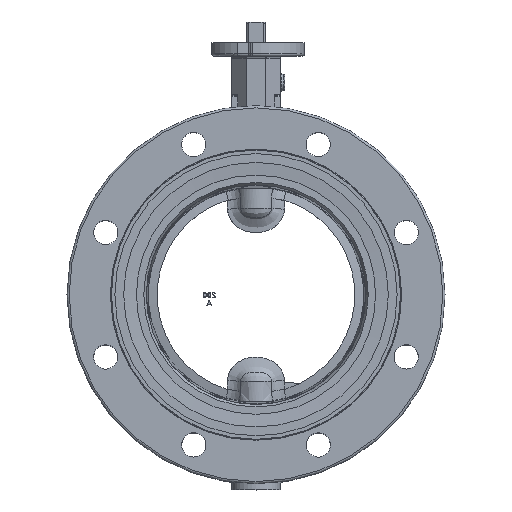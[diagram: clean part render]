
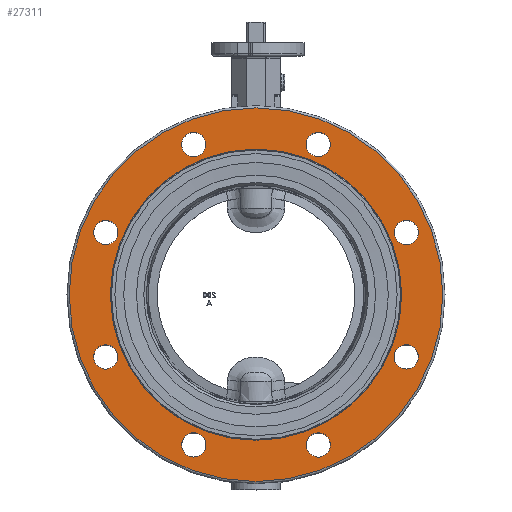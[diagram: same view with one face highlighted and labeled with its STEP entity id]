
A CAD part, top view. The second image highlights one B-rep face of the part: STEP entity #27311.
In plain terms, the highlighted face is planar.
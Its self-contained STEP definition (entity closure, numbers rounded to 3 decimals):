
#17975=CARTESIAN_POINT('',(169.5,0.,73.0));
#17976=VERTEX_POINT('',#17975);
#17977=CARTESIAN_POINT('',(0.0,0.0,73.0));
#17978=DIRECTION('',(0.0,0.0,-1.0));
#17979=DIRECTION('',(-1.0,0.0,0.0));
#17980=AXIS2_PLACEMENT_3D('',#17977,#17978,#17979);
#17981=CIRCLE('',#17980,169.5);
#17982=EDGE_CURVE('',#17976,#17976,#17981,.T.);
#27204=CARTESIAN_POINT('',(0.0,0.0,73.0));
#27205=DIRECTION('',(0.0,0.0,1.0));
#27206=DIRECTION('',(1.0,0.0,0.0));
#27207=AXIS2_PLACEMENT_3D('',#27204,#27205,#27206);
#27208=PLANE('',#27207);
#27209=ORIENTED_EDGE('',*,*,#17982,.F.);
#27210=EDGE_LOOP('',(#27209));
#27211=FACE_OUTER_BOUND('',#27210,.T.);
#27212=CARTESIAN_POINT('',(-48.668,144.05,73.0));
#27213=VERTEX_POINT('',#27212);
#27214=CARTESIAN_POINT('',(-56.446,136.272,73.0));
#27215=DIRECTION('',(0.0,0.0,-1.0));
#27216=DIRECTION('',(-0.707,-0.707,0.0));
#27217=AXIS2_PLACEMENT_3D('',#27214,#27215,#27216);
#27218=CIRCLE('',#27217,11.);
#27219=EDGE_CURVE('',#27213,#27213,#27218,.T.);
#27220=ORIENTED_EDGE('',*,*,#27219,.T.);
#27221=EDGE_LOOP('',(#27220));
#27222=FACE_BOUND('',#27221,.T.);
#27223=CARTESIAN_POINT('',(-136.272,67.446,73.0));
#27224=VERTEX_POINT('',#27223);
#27225=CARTESIAN_POINT('',(-136.272,56.446,73.0));
#27226=DIRECTION('',(0.0,0.0,-1.0));
#27227=DIRECTION('',(0.0,-1.0,0.0));
#27228=AXIS2_PLACEMENT_3D('',#27225,#27226,#27227);
#27229=CIRCLE('',#27228,11.0);
#27230=EDGE_CURVE('',#27224,#27224,#27229,.T.);
#27231=ORIENTED_EDGE('',*,*,#27230,.T.);
#27232=EDGE_LOOP('',(#27231));
#27233=FACE_BOUND('',#27232,.T.);
#27234=CARTESIAN_POINT('',(-144.05,-48.668,73.));
#27235=VERTEX_POINT('',#27234);
#27236=CARTESIAN_POINT('',(-136.272,-56.446,73.0));
#27237=DIRECTION('',(0.0,0.0,-1.));
#27238=DIRECTION('',(0.707,-0.707,0.0));
#27239=AXIS2_PLACEMENT_3D('',#27236,#27237,#27238);
#27240=CIRCLE('',#27239,11.);
#27241=EDGE_CURVE('',#27235,#27235,#27240,.T.);
#27242=ORIENTED_EDGE('',*,*,#27241,.T.);
#27243=EDGE_LOOP('',(#27242));
#27244=FACE_BOUND('',#27243,.T.);
#27245=CARTESIAN_POINT('',(-67.446,-136.272,73.0));
#27246=VERTEX_POINT('',#27245);
#27247=CARTESIAN_POINT('',(-56.446,-136.272,73.0));
#27248=DIRECTION('',(0.0,0.0,-1.0));
#27249=DIRECTION('',(1.0,0.0,0.0));
#27250=AXIS2_PLACEMENT_3D('',#27247,#27248,#27249);
#27251=CIRCLE('',#27250,11.0);
#27252=EDGE_CURVE('',#27246,#27246,#27251,.T.);
#27253=ORIENTED_EDGE('',*,*,#27252,.T.);
#27254=EDGE_LOOP('',(#27253));
#27255=FACE_BOUND('',#27254,.T.);
#27256=CARTESIAN_POINT('',(48.668,-144.05,73.0));
#27257=VERTEX_POINT('',#27256);
#27258=CARTESIAN_POINT('',(56.446,-136.272,73.0));
#27259=DIRECTION('',(0.0,0.0,-1.0));
#27260=DIRECTION('',(0.707,0.707,0.0));
#27261=AXIS2_PLACEMENT_3D('',#27258,#27259,#27260);
#27262=CIRCLE('',#27261,11.);
#27263=EDGE_CURVE('',#27257,#27257,#27262,.T.);
#27264=ORIENTED_EDGE('',*,*,#27263,.T.);
#27265=EDGE_LOOP('',(#27264));
#27266=FACE_BOUND('',#27265,.T.);
#27267=CARTESIAN_POINT('',(136.272,-67.446,73.0));
#27268=VERTEX_POINT('',#27267);
#27269=CARTESIAN_POINT('',(136.272,-56.446,73.0));
#27270=DIRECTION('',(0.0,0.0,-1.0));
#27271=DIRECTION('',(0.0,1.0,0.0));
#27272=AXIS2_PLACEMENT_3D('',#27269,#27270,#27271);
#27273=CIRCLE('',#27272,11.0);
#27274=EDGE_CURVE('',#27268,#27268,#27273,.T.);
#27275=ORIENTED_EDGE('',*,*,#27274,.T.);
#27276=EDGE_LOOP('',(#27275));
#27277=FACE_BOUND('',#27276,.T.);
#27278=CARTESIAN_POINT('',(144.05,48.668,73.0));
#27279=VERTEX_POINT('',#27278);
#27280=CARTESIAN_POINT('',(136.272,56.446,73.0));
#27281=DIRECTION('',(0.0,0.0,-1.0));
#27282=DIRECTION('',(-0.707,0.707,0.0));
#27283=AXIS2_PLACEMENT_3D('',#27280,#27281,#27282);
#27284=CIRCLE('',#27283,11.);
#27285=EDGE_CURVE('',#27279,#27279,#27284,.T.);
#27286=ORIENTED_EDGE('',*,*,#27285,.T.);
#27287=EDGE_LOOP('',(#27286));
#27288=FACE_BOUND('',#27287,.T.);
#27289=CARTESIAN_POINT('',(67.446,136.272,73.0));
#27290=VERTEX_POINT('',#27289);
#27291=CARTESIAN_POINT('',(56.446,136.272,73.0));
#27292=DIRECTION('',(0.0,0.0,-1.0));
#27293=DIRECTION('',(-1.0,0.0,0.0));
#27294=AXIS2_PLACEMENT_3D('',#27291,#27292,#27293);
#27295=CIRCLE('',#27294,11.0);
#27296=EDGE_CURVE('',#27290,#27290,#27295,.T.);
#27297=ORIENTED_EDGE('',*,*,#27296,.T.);
#27298=EDGE_LOOP('',(#27297));
#27299=FACE_BOUND('',#27298,.T.);
#27300=CARTESIAN_POINT('',(-131.95,0.,73.0));
#27301=VERTEX_POINT('',#27300);
#27302=CARTESIAN_POINT('',(0.0,0.0,73.0));
#27303=DIRECTION('',(0.0,0.0,1.0));
#27304=DIRECTION('',(1.0,0.0,0.0));
#27305=AXIS2_PLACEMENT_3D('',#27302,#27303,#27304);
#27306=CIRCLE('',#27305,131.95);
#27307=EDGE_CURVE('',#27301,#27301,#27306,.T.);
#27308=ORIENTED_EDGE('',*,*,#27307,.F.);
#27309=EDGE_LOOP('',(#27308));
#27310=FACE_BOUND('',#27309,.T.);
#27311=ADVANCED_FACE('',(#27211,#27222,#27233,#27244,#27255,#27266,#27277,#27288,#27299,#27310),#27208,.T.);
